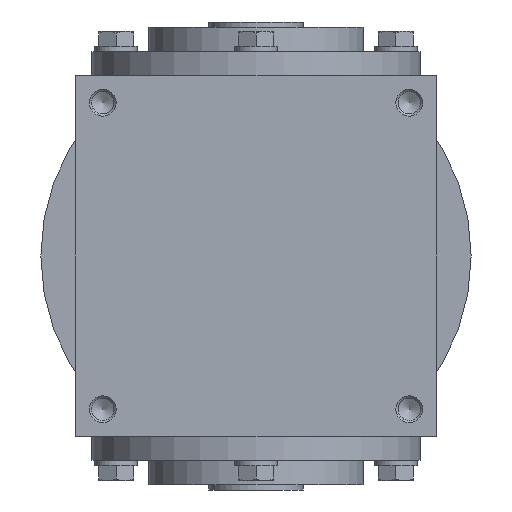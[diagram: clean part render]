
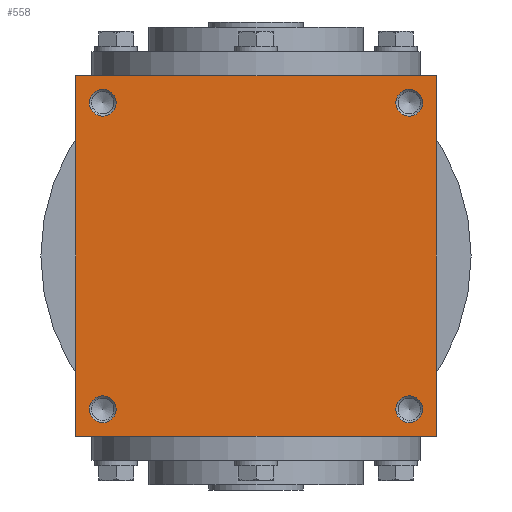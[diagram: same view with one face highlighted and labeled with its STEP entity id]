
A CAD part, left-side view. The second image highlights one B-rep face of the part: STEP entity #558.
In plain terms, the highlighted face is planar.
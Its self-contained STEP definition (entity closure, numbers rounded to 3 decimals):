
#558 = ADVANCED_FACE( '', ( #1171, #1172, #1173, #1174, #1175 ), #1176, .F. );
#1171 = FACE_BOUND( '', #1891, .T. );
#1172 = FACE_BOUND( '', #1892, .T. );
#1173 = FACE_BOUND( '', #1893, .T. );
#1174 = FACE_BOUND( '', #1894, .T. );
#1175 = FACE_OUTER_BOUND( '', #1895, .T. );
#1176 = PLANE( '', #1896 );
#1891 = EDGE_LOOP( '', ( #2950 ) );
#1892 = EDGE_LOOP( '', ( #2951 ) );
#1893 = EDGE_LOOP( '', ( #2952 ) );
#1894 = EDGE_LOOP( '', ( #2953 ) );
#1895 = EDGE_LOOP( '', ( #2954, #2955, #2956, #2957 ) );
#1896 = AXIS2_PLACEMENT_3D( '', #2958, #2959, #2960 );
#2950 = ORIENTED_EDGE( '', *, *, #3966, .F. );
#2951 = ORIENTED_EDGE( '', *, *, #3967, .T. );
#2952 = ORIENTED_EDGE( '', *, *, #3968, .F. );
#2953 = ORIENTED_EDGE( '', *, *, #3969, .T. );
#2954 = ORIENTED_EDGE( '', *, *, #3733, .F. );
#2955 = ORIENTED_EDGE( '', *, *, #3970, .F. );
#2956 = ORIENTED_EDGE( '', *, *, #3971, .F. );
#2957 = ORIENTED_EDGE( '', *, *, #3972, .F. );
#2958 = CARTESIAN_POINT( '', ( 0., 0., -67. ) );
#2959 = DIRECTION( '', ( 0., 0., 1. ) );
#2960 = DIRECTION( '', ( 1., 0., 0. ) );
#3733 = EDGE_CURVE( '', #4335, #4336, #4337, .T. );
#3966 = EDGE_CURVE( '', #4678, #4678, #4679, .T. );
#3967 = EDGE_CURVE( '', #4680, #4680, #4681, .T. );
#3968 = EDGE_CURVE( '', #4682, #4682, #4683, .T. );
#3969 = EDGE_CURVE( '', #4684, #4684, #4685, .T. );
#3970 = EDGE_CURVE( '', #4686, #4335, #4687, .T. );
#3971 = EDGE_CURVE( '', #4688, #4686, #4689, .T. );
#3972 = EDGE_CURVE( '', #4336, #4688, #4690, .T. );
#4335 = VERTEX_POINT( '', #5125 );
#4336 = VERTEX_POINT( '', #5126 );
#4337 = LINE( '', #5127, #5128 );
#4678 = VERTEX_POINT( '', #5555 );
#4679 = CIRCLE( '', #5556, 5. );
#4680 = VERTEX_POINT( '', #5557 );
#4681 = CIRCLE( '', #5558, 5. );
#4682 = VERTEX_POINT( '', #5559 );
#4683 = CIRCLE( '', #5560, 5. );
#4684 = VERTEX_POINT( '', #5561 );
#4685 = CIRCLE( '', #5562, 5. );
#4686 = VERTEX_POINT( '', #5563 );
#4687 = LINE( '', #5564, #5565 );
#4688 = VERTEX_POINT( '', #5566 );
#4689 = LINE( '', #5567, #5568 );
#4690 = LINE( '', #5569, #5570 );
#5125 = CARTESIAN_POINT( '', ( -67., 67., -67. ) );
#5126 = CARTESIAN_POINT( '', ( -67., -67., -67. ) );
#5127 = CARTESIAN_POINT( '', ( -67., 67., -67. ) );
#5128 = VECTOR( '', #6040, 1000. );
#5555 = CARTESIAN_POINT( '', ( -62., 57., -67. ) );
#5556 = AXIS2_PLACEMENT_3D( '', #6405, #6406, #6407 );
#5557 = CARTESIAN_POINT( '', ( 62., 57., -67. ) );
#5558 = AXIS2_PLACEMENT_3D( '', #6408, #6409, #6410 );
#5559 = CARTESIAN_POINT( '', ( -62., -57., -67. ) );
#5560 = AXIS2_PLACEMENT_3D( '', #6411, #6412, #6413 );
#5561 = CARTESIAN_POINT( '', ( 62., -57., -67. ) );
#5562 = AXIS2_PLACEMENT_3D( '', #6414, #6415, #6416 );
#5563 = CARTESIAN_POINT( '', ( 67., 67., -67. ) );
#5564 = CARTESIAN_POINT( '', ( 67., 67., -67. ) );
#5565 = VECTOR( '', #6417, 1000. );
#5566 = CARTESIAN_POINT( '', ( 67., -67., -67. ) );
#5567 = CARTESIAN_POINT( '', ( 67., -67., -67. ) );
#5568 = VECTOR( '', #6418, 1000. );
#5569 = CARTESIAN_POINT( '', ( -67., -67., -67. ) );
#5570 = VECTOR( '', #6419, 1000. );
#6040 = DIRECTION( '', ( 0., -1., 0. ) );
#6405 = CARTESIAN_POINT( '', ( -57., 57., -67. ) );
#6406 = DIRECTION( '', ( 0., 0., -1. ) );
#6407 = DIRECTION( '', ( -1., 0., 0. ) );
#6408 = CARTESIAN_POINT( '', ( 57., 57., -67. ) );
#6409 = DIRECTION( '', ( 0., 0., 1. ) );
#6410 = DIRECTION( '', ( 1., 0., 0. ) );
#6411 = CARTESIAN_POINT( '', ( -57., -57., -67. ) );
#6412 = DIRECTION( '', ( 0., 0., -1. ) );
#6413 = DIRECTION( '', ( -1., 0., 0. ) );
#6414 = CARTESIAN_POINT( '', ( 57., -57., -67. ) );
#6415 = DIRECTION( '', ( 0., 0., 1. ) );
#6416 = DIRECTION( '', ( 1., 0., 0. ) );
#6417 = DIRECTION( '', ( -1., 0., 0. ) );
#6418 = DIRECTION( '', ( 0., 1., 0. ) );
#6419 = DIRECTION( '', ( 1., 0., 0. ) );
